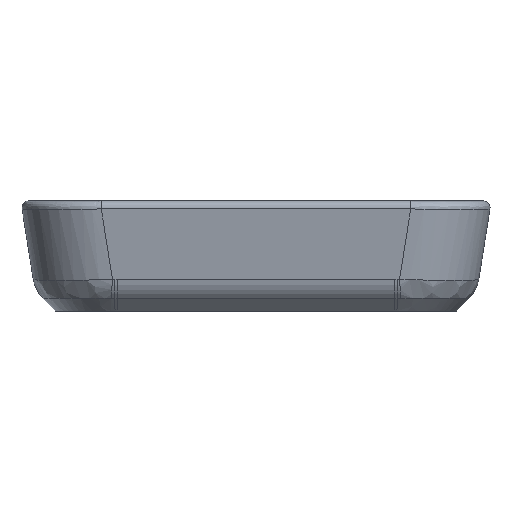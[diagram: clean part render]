
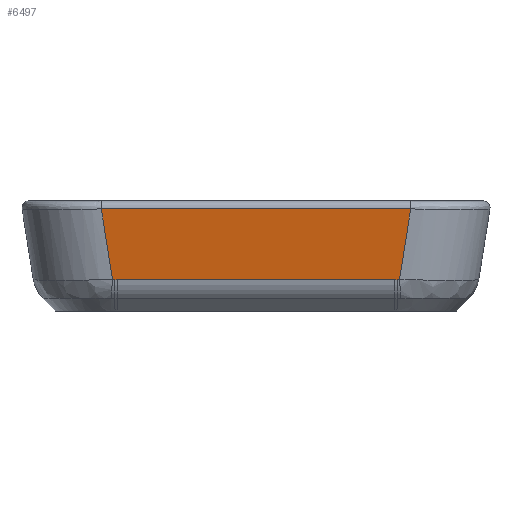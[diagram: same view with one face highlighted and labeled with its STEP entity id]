
A CAD part, left-side view. The second image highlights one B-rep face of the part: STEP entity #6497.
In plain terms, the highlighted planar face has unit normal (-0.988, 0, -0.156).
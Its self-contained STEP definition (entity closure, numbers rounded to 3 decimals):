
#534=B_SPLINE_CURVE_WITH_KNOTS('',3,(#16898,#16899,#16900,#16901),
 .UNSPECIFIED.,.F.,.F.,(4,4),(0.,0.118),.UNSPECIFIED.);
#536=B_SPLINE_CURVE_WITH_KNOTS('',3,(#16930,#16931,#16932,#16933),
 .UNSPECIFIED.,.F.,.F.,(4,4),(0.,0.118),.UNSPECIFIED.);
#537=B_SPLINE_CURVE_WITH_KNOTS('',3,(#16950,#16951,#16952,#16953),
 .UNSPECIFIED.,.F.,.F.,(4,4),(0.,0.1),.UNSPECIFIED.);
#538=B_SPLINE_CURVE_WITH_KNOTS('',3,(#16970,#16971,#16972,#16973),
 .UNSPECIFIED.,.F.,.F.,(4,4),(0.,0.1),
 .UNSPECIFIED.);
#882=PLANE('',#7031);
#967=LINE('',#13451,#1181);
#982=LINE('',#13857,#1196);
#1090=LINE('',#16907,#1304);
#1096=LINE('',#17127,#1310);
#1181=VECTOR('',#7742,10.);
#1196=VECTOR('',#7797,10.);
#1304=VECTOR('',#8291,10.);
#1310=VECTOR('',#8307,10.);
#1743=FACE_OUTER_BOUND('',#2209,.T.);
#2209=EDGE_LOOP('',(#6021,#6022,#6023,#6024,#6025,#6026,#6027,#6028));
#2922=VERTEX_POINT('',#13441);
#2924=VERTEX_POINT('',#13450);
#2957=VERTEX_POINT('',#13847);
#2958=VERTEX_POINT('',#13855);
#3112=VERTEX_POINT('',#16889);
#3114=VERTEX_POINT('',#16896);
#3115=VERTEX_POINT('',#16903);
#3117=VERTEX_POINT('',#16924);
#3700=EDGE_CURVE('',#2922,#2924,#967,.T.);
#3754=EDGE_CURVE('',#2958,#2957,#982,.T.);
#4076=EDGE_CURVE('',#3114,#3112,#534,.T.);
#4079=EDGE_CURVE('',#3112,#3115,#1090,.T.);
#4082=EDGE_CURVE('',#3115,#3117,#536,.T.);
#4083=EDGE_CURVE('',#2957,#3114,#537,.T.);
#4084=EDGE_CURVE('',#3117,#2922,#538,.T.);
#4090=EDGE_CURVE('',#2924,#2958,#1096,.T.);
#6021=ORIENTED_EDGE('',*,*,#4083,.F.);
#6022=ORIENTED_EDGE('',*,*,#3754,.F.);
#6023=ORIENTED_EDGE('',*,*,#4090,.F.);
#6024=ORIENTED_EDGE('',*,*,#3700,.F.);
#6025=ORIENTED_EDGE('',*,*,#4084,.F.);
#6026=ORIENTED_EDGE('',*,*,#4082,.F.);
#6027=ORIENTED_EDGE('',*,*,#4079,.F.);
#6028=ORIENTED_EDGE('',*,*,#4076,.F.);
#6497=ADVANCED_FACE('',(#1743),#882,.T.);
#7031=AXIS2_PLACEMENT_3D('',#17126,#8305,#8306);
#7742=DIRECTION('',(-0.155,0.155,0.976));
#7797=DIRECTION('',(0.155,0.155,-0.976));
#8291=DIRECTION('',(0.,1.,0.));
#8305=DIRECTION('center_axis',(-0.988,0.,
-0.156));
#8306=DIRECTION('ref_axis',(0.,-1.,0.));
#8307=DIRECTION('',(0.,-1.,0.));
#13441=CARTESIAN_POINT('',(-144.682,324.354,13.779));
#13450=CARTESIAN_POINT('',(-149.553,329.225,44.531));
#13451=CARTESIAN_POINT('',(-141.056,320.728,-9.114));
#13847=CARTESIAN_POINT('',(-144.682,199.128,13.779));
#13855=CARTESIAN_POINT('',(-149.553,194.257,44.531));
#13857=CARTESIAN_POINT('',(-139.922,203.888,-16.278));
#16889=CARTESIAN_POINT('',(-144.675,201.31,13.735));
#16896=CARTESIAN_POINT('',(-144.676,200.131,13.742));
#16898=CARTESIAN_POINT('Ctrl Pts',(-144.676,200.131,13.742));
#16899=CARTESIAN_POINT('Ctrl Pts',(-144.676,200.524,13.738));
#16900=CARTESIAN_POINT('Ctrl Pts',(-144.675,200.917,13.735));
#16901=CARTESIAN_POINT('Ctrl Pts',(-144.675,201.31,13.735));
#16903=CARTESIAN_POINT('',(-144.675,322.172,13.735));
#16907=CARTESIAN_POINT('',(-144.675,190.491,13.735));
#16924=CARTESIAN_POINT('',(-144.676,323.35,13.742));
#16930=CARTESIAN_POINT('Ctrl Pts',(-144.675,322.172,13.735));
#16931=CARTESIAN_POINT('Ctrl Pts',(-144.675,322.565,13.735));
#16932=CARTESIAN_POINT('Ctrl Pts',(-144.676,322.958,13.738));
#16933=CARTESIAN_POINT('Ctrl Pts',(-144.676,323.35,13.742));
#16950=CARTESIAN_POINT('Ctrl Pts',(-144.682,199.128,13.779));
#16951=CARTESIAN_POINT('Ctrl Pts',(-144.679,199.462,13.758));
#16952=CARTESIAN_POINT('Ctrl Pts',(-144.677,199.796,13.745));
#16953=CARTESIAN_POINT('Ctrl Pts',(-144.676,200.131,13.742));
#16970=CARTESIAN_POINT('Ctrl Pts',(-144.676,323.35,13.742));
#16971=CARTESIAN_POINT('Ctrl Pts',(-144.677,323.685,13.745));
#16972=CARTESIAN_POINT('Ctrl Pts',(-144.679,324.02,13.758));
#16973=CARTESIAN_POINT('Ctrl Pts',(-144.682,324.354,13.779));
#17126=CARTESIAN_POINT('Origin',(-142.5,166.741,0.));
#17127=CARTESIAN_POINT('',(-149.553,214.241,44.531));
